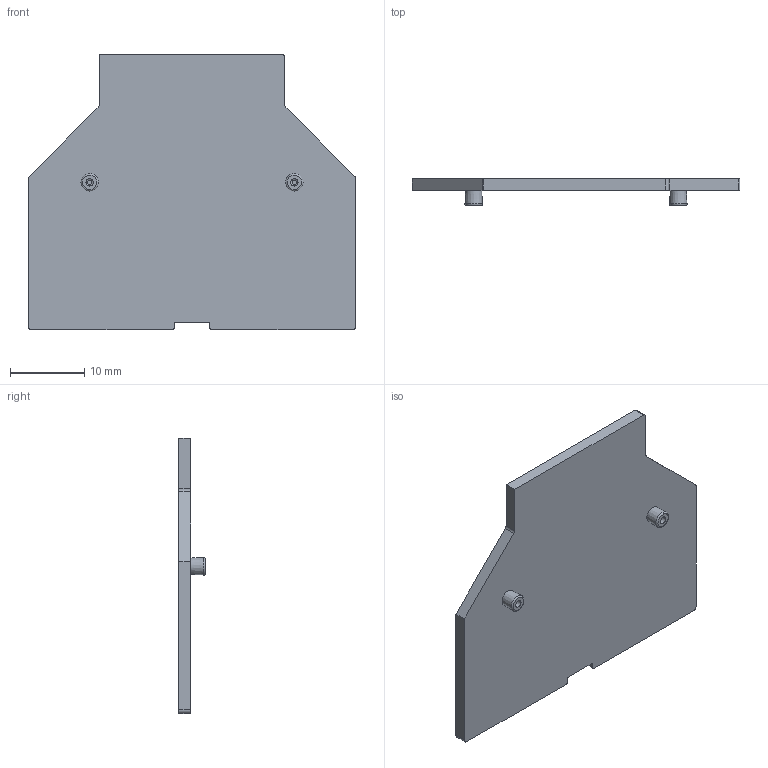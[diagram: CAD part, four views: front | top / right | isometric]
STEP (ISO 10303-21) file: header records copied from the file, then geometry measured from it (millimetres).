
FILE_DESCRIPTION( ( 'Unknown' ), '1' );
FILE_NAME( 'PP2.5-4UN.stp', 'Unknown', ( 'Unknown' ), ( 'Unknown' ), 'PSStep 14.0', 'Unknown', ' ' );
FILE_SCHEMA( ( 'AUTOMOTIVE_DESIGN { 1 0 10303 214 1 1 1 1 }' ) );
Length unit declared in the file: millimetre
Products named in the file (1): 1
Bounding box: 44.1 x 3.6 x 37 mm (x, y, z)
Volume: 2222.2 mm3; surface area: 3097.4 mm2
Topology: 1 solids, 1 shells, 45 faces, 110 edges, 72 vertices
Faces by surface type: plane 23, cylinder 16, torus 4, cone 2
Full cylindrical faces by diameter (mm): 1 x2
Entity records: 1668 total; most frequent: DIRECTION 234, CARTESIAN_POINT 220, ORIENTED_EDGE 204, EDGE_CURVE 102, AXIS2_PLACEMENT_3D 86, VERTEX_POINT 72, LINE 62, VECTOR 62
